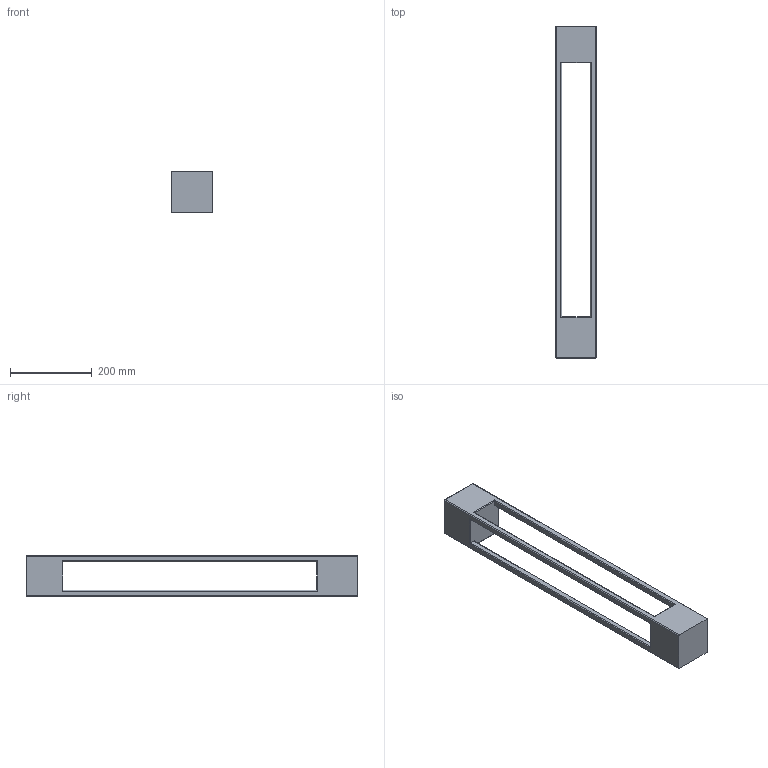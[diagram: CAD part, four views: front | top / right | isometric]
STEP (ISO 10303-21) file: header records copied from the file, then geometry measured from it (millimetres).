
FILE_DESCRIPTION (( 'STEP AP214' ), '1' );
FILE_NAME ('TORCH 3D MODEL.STEP', '2016-10-19T15:28:45', ( 'Utente' ), ( '' ), 'SwSTEP 2.0', 'SolidWorks 2016', '' );
FILE_SCHEMA (( 'AUTOMOTIVE_DESIGN' ));
Length unit declared in the file: millimetre
Products named in the file (1): TORCH 3D MODEL
Bounding box: 100 x 810 x 99.95 mm (x, y, z)
Volume: 2446229.3 mm3; surface area: 252867.6 mm2
Topology: 1 solids, 1 shells, 48 faces, 120 edges, 68 vertices
Faces by surface type: cylinder 28, plane 16, sphere 4
Entity records: 1417 total; most frequent: CARTESIAN_POINT 281, ORIENTED_EDGE 232, DIRECTION 222, EDGE_CURVE 116, VECTOR 76, LINE 76, AXIS2_PLACEMENT_3D 73, VERTEX_POINT 68
